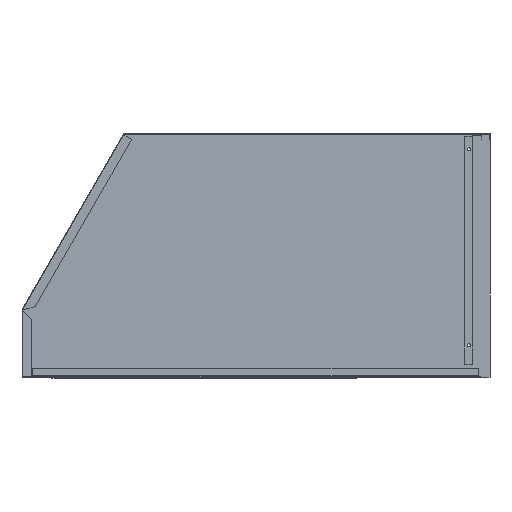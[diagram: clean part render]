
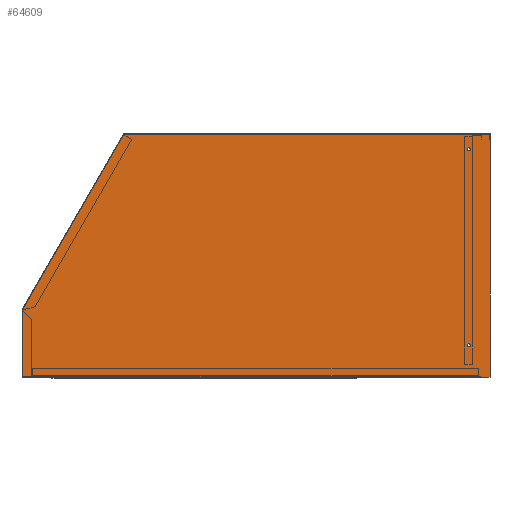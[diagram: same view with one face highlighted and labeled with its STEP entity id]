
A CAD part, left-side view. The second image highlights one B-rep face of the part: STEP entity #64609.
In plain terms, the highlighted planar face has unit normal (-1, 0, 0).
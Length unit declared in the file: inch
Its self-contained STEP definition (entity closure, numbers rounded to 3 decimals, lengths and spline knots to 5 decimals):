
#1088 = DIRECTION ( 'NONE',  ( 0., 0., 1. ) ) ;
#1733 = LINE ( 'NONE', #39962, #85382 ) ;
#2179 = AXIS2_PLACEMENT_3D ( 'NONE', #59065, #51301, #82823 ) ;
#2432 = LINE ( 'NONE', #26677, #35452 ) ;
#2621 = EDGE_CURVE ( 'NONE', #52632, #34709, #30127, .T. ) ;
#5964 = VECTOR ( 'NONE', #87117, 39.37008 ) ;
#6066 = EDGE_LOOP ( 'NONE', ( #8802, #19473, #45272, #48019, #93857, #95279, #36901, #21462, #52898 ) ) ;
#6241 = EDGE_CURVE ( 'NONE', #58641, #88165, #86156, .T. ) ;
#6645 = ORIENTED_EDGE ( 'NONE', *, *, #62777, .T. ) ;
#6730 = EDGE_CURVE ( 'NONE', #88165, #58641, #59961, .T. ) ;
#7225 = CIRCLE ( 'NONE', #61821, 0.1015 ) ;
#7691 = DIRECTION ( 'NONE',  ( 0., -1., 0. ) ) ;
#7761 = VERTEX_POINT ( 'NONE', #66278 ) ;
#8783 = CARTESIAN_POINT ( 'NONE',  ( 23.91489, 29.56167, 62.27234 ) ) ;
#8802 = ORIENTED_EDGE ( 'NONE', *, *, #57464, .F. ) ;
#9996 = DIRECTION ( 'NONE',  ( 0., 0., -1. ) ) ;
#11798 = AXIS2_PLACEMENT_3D ( 'NONE', #22082, #60871, #92405 ) ;
#14422 = CARTESIAN_POINT ( 'NONE',  ( 23.91489, 30.92067, 64.21637 ) ) ;
#14429 = DIRECTION ( 'NONE',  ( 0., 0., -1. ) ) ;
#14584 = CARTESIAN_POINT ( 'NONE',  ( 23.91489, 30.16467, 62.27234 ) ) ;
#15068 = CARTESIAN_POINT ( 'NONE',  ( 23.91489, 30.92067, 76.77934 ) ) ;
#15437 = LINE ( 'NONE', #16441, #67162 ) ;
#16441 = CARTESIAN_POINT ( 'NONE',  ( 23.91489, 59.52167, 62.31234 ) ) ;
#18540 = DIRECTION ( 'NONE',  ( 0., -0.5, 0.866 ) ) ;
#19473 = ORIENTED_EDGE ( 'NONE', *, *, #64214, .T. ) ;
#20064 = CARTESIAN_POINT ( 'NONE',  ( 23.91489, 59.56167, 66.58256 ) ) ;
#20344 = VERTEX_POINT ( 'NONE', #26356 ) ;
#20605 = EDGE_LOOP ( 'NONE', ( #25081, #55647 ) ) ;
#21462 = ORIENTED_EDGE ( 'NONE', *, *, #55432, .F. ) ;
#21963 = AXIS2_PLACEMENT_3D ( 'NONE', #48092, #87904, #1088 ) ;
#22082 = CARTESIAN_POINT ( 'NONE',  ( 23.91489, 30.92067, 76.88084 ) ) ;
#23844 = CARTESIAN_POINT ( 'NONE',  ( 23.91489, 59.56167, 62.27234 ) ) ;
#25081 = ORIENTED_EDGE ( 'NONE', *, *, #6241, .T. ) ;
#25455 = PLANE ( 'NONE',  #2179 ) ;
#26356 = CARTESIAN_POINT ( 'NONE',  ( 23.91489, 59.56167, 66.58256 ) ) ;
#26677 = CARTESIAN_POINT ( 'NONE',  ( 23.91489, 59.56167, 66.58256 ) ) ;
#27481 = VERTEX_POINT ( 'NONE', #15068 ) ;
#27507 = FACE_BOUND ( 'NONE', #20605, .T. ) ;
#28068 = CARTESIAN_POINT ( 'NONE',  ( 23.91489, 30.92067, 76.88084 ) ) ;
#28228 = CIRCLE ( 'NONE', #11798, 0.1015 ) ;
#30127 = LINE ( 'NONE', #76693, #53556 ) ;
#31347 = CARTESIAN_POINT ( 'NONE',  ( 23.91489, 59.52167, 62.27234 ) ) ;
#34709 = VERTEX_POINT ( 'NONE', #95541 ) ;
#35452 = VECTOR ( 'NONE', #43211, 39.37008 ) ;
#35667 = EDGE_CURVE ( 'NONE', #52632, #47283, #1733, .T. ) ;
#36901 = ORIENTED_EDGE ( 'NONE', *, *, #2621, .T. ) ;
#37574 = CARTESIAN_POINT ( 'NONE',  ( 23.91489, 59.56167, 62.27234 ) ) ;
#38679 = CARTESIAN_POINT ( 'NONE',  ( 23.91489, 30.16467, 77.86337 ) ) ;
#39962 = CARTESIAN_POINT ( 'NONE',  ( 23.91489, 29.56167, 62.27234 ) ) ;
#41556 = AXIS2_PLACEMENT_3D ( 'NONE', #86511, #87533, #54486 ) ;
#43211 = DIRECTION ( 'NONE',  ( 0., 0., 1. ) ) ;
#44081 = VERTEX_POINT ( 'NONE', #14584 ) ;
#45272 = ORIENTED_EDGE ( 'NONE', *, *, #101889, .T. ) ;
#46965 = CARTESIAN_POINT ( 'NONE',  ( 23.91489, 30.92067, 76.98234 ) ) ;
#47283 = VERTEX_POINT ( 'NONE', #8783 ) ;
#47753 = EDGE_CURVE ( 'NONE', #85289, #20344, #2432, .T. ) ;
#48019 = ORIENTED_EDGE ( 'NONE', *, *, #50661, .T. ) ;
#48092 = CARTESIAN_POINT ( 'NONE',  ( 23.91489, 30.92067, 64.31787 ) ) ;
#50661 = EDGE_CURVE ( 'NONE', #101311, #44081, #61962, .T. ) ;
#51301 = DIRECTION ( 'NONE',  ( -1., 0., 0. ) ) ;
#52632 = VERTEX_POINT ( 'NONE', #78782 ) ;
#52898 = ORIENTED_EDGE ( 'NONE', *, *, #47753, .F. ) ;
#53254 = CARTESIAN_POINT ( 'NONE',  ( 23.91489, 59.52167, 77.86337 ) ) ;
#53556 = VECTOR ( 'NONE', #62202, 39.37008 ) ;
#54486 = DIRECTION ( 'NONE',  ( 0., 0., 1. ) ) ;
#55184 = EDGE_CURVE ( 'NONE', #80619, #27481, #7225, .T. ) ;
#55398 = DIRECTION ( 'NONE',  ( 0., 1., 0. ) ) ;
#55432 = EDGE_CURVE ( 'NONE', #20344, #34709, #82129, .T. ) ;
#55647 = ORIENTED_EDGE ( 'NONE', *, *, #6730, .T. ) ;
#57464 = EDGE_CURVE ( 'NONE', #91515, #85289, #91954, .T. ) ;
#57641 = ORIENTED_EDGE ( 'NONE', *, *, #55184, .T. ) ;
#58641 = VERTEX_POINT ( 'NONE', #14422 ) ;
#59065 = CARTESIAN_POINT ( 'NONE',  ( 23.91489, 29.56167, 77.86337 ) ) ;
#59961 = CIRCLE ( 'NONE', #21963, 0.1015 ) ;
#60871 = DIRECTION ( 'NONE',  ( 1., 0., 0. ) ) ;
#61508 = VECTOR ( 'NONE', #76525, 39.37008 ) ;
#61821 = AXIS2_PLACEMENT_3D ( 'NONE', #28068, #90649, #67872 ) ;
#61962 = LINE ( 'NONE', #38679, #83508 ) ;
#62202 = DIRECTION ( 'NONE',  ( 0., 1., 0. ) ) ;
#62777 = EDGE_CURVE ( 'NONE', #27481, #80619, #28228, .T. ) ;
#64214 = EDGE_CURVE ( 'NONE', #91515, #7761, #84793, .T. ) ;
#64609 = ADVANCED_FACE ( 'NONE', ( #27507, #88541, #90078 ), #25455, .T. ) ;
#66278 = CARTESIAN_POINT ( 'NONE',  ( 23.91489, 59.52167, 62.31234 ) ) ;
#67162 = VECTOR ( 'NONE', #7691, 39.37008 ) ;
#67872 = DIRECTION ( 'NONE',  ( 0., 0., 1. ) ) ;
#71087 = CARTESIAN_POINT ( 'NONE',  ( 23.91489, 59.56167, 62.27234 ) ) ;
#72153 = VECTOR ( 'NONE', #55398, 39.37008 ) ;
#76525 = DIRECTION ( 'NONE',  ( 0., 0., 1. ) ) ;
#76693 = CARTESIAN_POINT ( 'NONE',  ( 23.91489, 29.56167, 77.82337 ) ) ;
#78140 = CARTESIAN_POINT ( 'NONE',  ( 23.91489, 30.92067, 64.41937 ) ) ;
#78782 = CARTESIAN_POINT ( 'NONE',  ( 23.91489, 29.56167, 77.82337 ) ) ;
#80619 = VERTEX_POINT ( 'NONE', #46965 ) ;
#82129 = LINE ( 'NONE', #20064, #88226 ) ;
#82823 = DIRECTION ( 'NONE',  ( 0., 0., 1. ) ) ;
#83508 = VECTOR ( 'NONE', #14429, 39.37008 ) ;
#84793 = LINE ( 'NONE', #53254, #61508 ) ;
#85289 = VERTEX_POINT ( 'NONE', #37574 ) ;
#85382 = VECTOR ( 'NONE', #9996, 39.37008 ) ;
#85870 = CARTESIAN_POINT ( 'NONE',  ( 23.91489, 30.16467, 62.31234 ) ) ;
#86156 = CIRCLE ( 'NONE', #41556, 0.1015 ) ;
#86511 = CARTESIAN_POINT ( 'NONE',  ( 23.91489, 30.92067, 64.31787 ) ) ;
#87117 = DIRECTION ( 'NONE',  ( 0., 1., 0. ) ) ;
#87533 = DIRECTION ( 'NONE',  ( 1., 0., 0. ) ) ;
#87904 = DIRECTION ( 'NONE',  ( 1., 0., 0. ) ) ;
#88165 = VERTEX_POINT ( 'NONE', #78140 ) ;
#88226 = VECTOR ( 'NONE', #18540, 39.37008 ) ;
#88541 = FACE_BOUND ( 'NONE', #93618, .T. ) ;
#90078 = FACE_OUTER_BOUND ( 'NONE', #6066, .T. ) ;
#90649 = DIRECTION ( 'NONE',  ( 1., 0., 0. ) ) ;
#91515 = VERTEX_POINT ( 'NONE', #31347 ) ;
#91954 = LINE ( 'NONE', #71087, #5964 ) ;
#92405 = DIRECTION ( 'NONE',  ( 0., 0., 1. ) ) ;
#93618 = EDGE_LOOP ( 'NONE', ( #6645, #57641 ) ) ;
#93857 = ORIENTED_EDGE ( 'NONE', *, *, #95077, .F. ) ;
#94681 = LINE ( 'NONE', #23844, #72153 ) ;
#95077 = EDGE_CURVE ( 'NONE', #47283, #44081, #94681, .T. ) ;
#95279 = ORIENTED_EDGE ( 'NONE', *, *, #35667, .F. ) ;
#95541 = CARTESIAN_POINT ( 'NONE',  ( 23.91489, 53.06891, 77.82337 ) ) ;
#101311 = VERTEX_POINT ( 'NONE', #85870 ) ;
#101889 = EDGE_CURVE ( 'NONE', #7761, #101311, #15437, .T. ) ;
